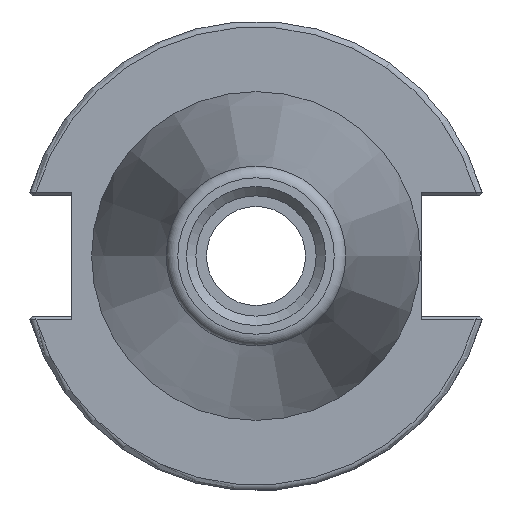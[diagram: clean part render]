
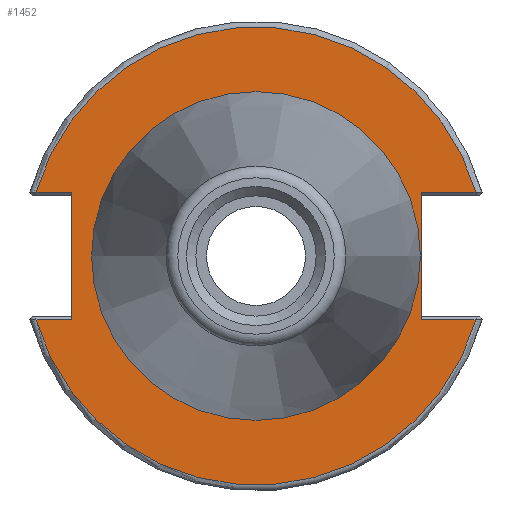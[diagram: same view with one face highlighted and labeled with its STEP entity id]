
A CAD part, left-side view. The second image highlights one B-rep face of the part: STEP entity #1452.
In plain terms, the highlighted planar face has unit normal (-1, 0, 0).
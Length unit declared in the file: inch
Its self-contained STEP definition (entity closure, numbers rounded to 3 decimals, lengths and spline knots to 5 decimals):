
#102=FACE_BOUND('',#280,.T.);
#137=CIRCLE('',#1571,0.86);
#138=CIRCLE('',#1573,1.21875);
#139=CIRCLE('',#1574,1.21875);
#190=FACE_OUTER_BOUND('',#279,.T.);
#279=EDGE_LOOP('',(#1032,#1033,#1034,#1035,#1036,#1037,#1038,#1039));
#280=EDGE_LOOP('',(#1040));
#361=LINE('',#2019,#482);
#381=LINE('',#2102,#502);
#382=LINE('',#2106,#503);
#383=LINE('',#2108,#504);
#384=LINE('',#2110,#505);
#385=LINE('',#2113,#506);
#482=VECTOR('',#1662,0.12159);
#502=VECTOR('',#1748,0.29091);
#503=VECTOR('',#1751,0.19091);
#504=VECTOR('',#1752,0.67625);
#505=VECTOR('',#1753,0.19091);
#506=VECTOR('',#1756,0.29091);
#603=VERTEX_POINT('',#2016);
#604=VERTEX_POINT('',#2018);
#630=VERTEX_POINT('',#2097);
#631=VERTEX_POINT('',#2101);
#632=VERTEX_POINT('',#2103);
#633=VERTEX_POINT('',#2105);
#634=VERTEX_POINT('',#2107);
#635=VERTEX_POINT('',#2109);
#636=VERTEX_POINT('',#2111);
#744=EDGE_CURVE('',#604,#603,#361,.T.);
#783=EDGE_CURVE('',#630,#630,#137,.T.);
#784=EDGE_CURVE('',#603,#631,#381,.T.);
#785=EDGE_CURVE('',#632,#631,#138,.T.);
#786=EDGE_CURVE('',#633,#632,#382,.T.);
#787=EDGE_CURVE('',#634,#633,#383,.T.);
#788=EDGE_CURVE('',#635,#634,#384,.T.);
#789=EDGE_CURVE('',#636,#635,#139,.T.);
#790=EDGE_CURVE('',#636,#604,#385,.T.);
#1032=ORIENTED_EDGE('',*,*,#744,.T.);
#1033=ORIENTED_EDGE('',*,*,#784,.T.);
#1034=ORIENTED_EDGE('',*,*,#785,.F.);
#1035=ORIENTED_EDGE('',*,*,#786,.F.);
#1036=ORIENTED_EDGE('',*,*,#787,.F.);
#1037=ORIENTED_EDGE('',*,*,#788,.F.);
#1038=ORIENTED_EDGE('',*,*,#789,.F.);
#1039=ORIENTED_EDGE('',*,*,#790,.T.);
#1040=ORIENTED_EDGE('',*,*,#783,.F.);
#1410=PLANE('',#1572);
#1452=ADVANCED_FACE('',(#190,#102),#1410,.T.);
#1571=AXIS2_PLACEMENT_3D('',#2099,#1744,#1745);
#1572=AXIS2_PLACEMENT_3D('',#2100,#1746,#1747);
#1573=AXIS2_PLACEMENT_3D('',#2104,#1749,#1750);
#1574=AXIS2_PLACEMENT_3D('',#2112,#1754,#1755);
#1662=DIRECTION('',(0.,0.,1.));
#1744=DIRECTION('center_axis',(-1.,0.,0.));
#1745=DIRECTION('ref_axis',(0.,0.,1.));
#1746=DIRECTION('center_axis',(-1.,0.,0.));
#1747=DIRECTION('ref_axis',(0.,0.,1.));
#1748=DIRECTION('',(0.,-1.,0.));
#1749=DIRECTION('center_axis',(1.,0.,0.));
#1750=DIRECTION('ref_axis',(0.,0.,1.));
#1751=DIRECTION('',(0.,1.,0.));
#1752=DIRECTION('',(0.,0.,1.));
#1753=DIRECTION('',(0.,-1.,0.));
#1754=DIRECTION('center_axis',(1.,0.,0.));
#1755=DIRECTION('ref_axis',(0.,0.,-1.));
#1756=DIRECTION('',(0.,1.,0.));
#2016=CARTESIAN_POINT('',(0.125,-0.88,0.33813));
#2018=CARTESIAN_POINT('',(0.125,-0.88,-0.33813));
#2019=CARTESIAN_POINT('',(0.125,-0.88,0.));
#2097=CARTESIAN_POINT('',(0.125,0.,-0.86));
#2099=CARTESIAN_POINT('Origin',(0.125,0.,0.));
#2100=CARTESIAN_POINT('Origin',(0.125,-0.875,0.));
#2101=CARTESIAN_POINT('',(0.125,-1.17091,0.33813));
#2102=CARTESIAN_POINT('',(0.125,-0.9025,0.33813));
#2103=CARTESIAN_POINT('',(0.125,1.17091,0.33813));
#2104=CARTESIAN_POINT('Origin',(0.125,0.,0.));
#2105=CARTESIAN_POINT('',(0.125,0.98,0.33813));
#2106=CARTESIAN_POINT('',(0.125,0.0275,0.33813));
#2107=CARTESIAN_POINT('',(0.125,0.98,-0.33813));
#2108=CARTESIAN_POINT('',(0.125,0.98,-0.33813));
#2109=CARTESIAN_POINT('',(0.125,1.17091,-0.33813));
#2110=CARTESIAN_POINT('',(0.125,0.2775,-0.33813));
#2111=CARTESIAN_POINT('',(0.125,-1.17091,-0.33813));
#2112=CARTESIAN_POINT('Origin',(0.125,0.,0.));
#2113=CARTESIAN_POINT('',(0.125,-0.9025,-0.33813));
